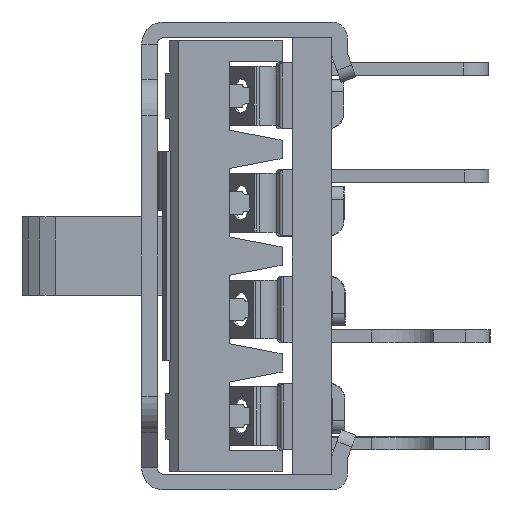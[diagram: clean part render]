
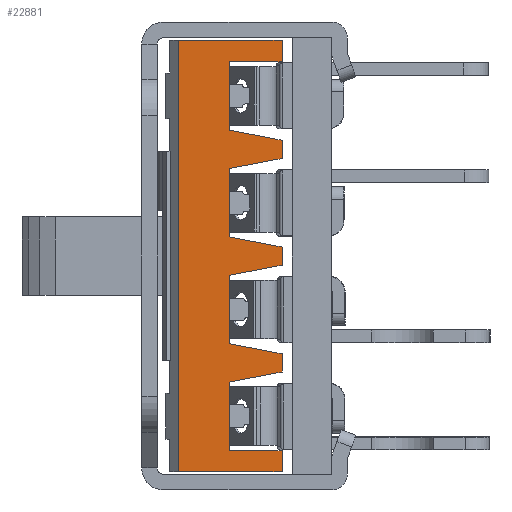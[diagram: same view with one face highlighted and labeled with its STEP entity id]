
A CAD part, left-side view. The second image highlights one B-rep face of the part: STEP entity #22881.
In plain terms, the highlighted planar face has unit normal (-1, 0, 0).
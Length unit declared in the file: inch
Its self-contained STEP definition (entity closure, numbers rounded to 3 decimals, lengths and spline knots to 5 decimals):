
#855=FACE_OUTER_BOUND('',#1962,.T.);
#1962=EDGE_LOOP('',(#15080,#15081,#15082,#15083,#15084,#15085,#15086,#15087,
#15088,#15089,#15090,#15091,#15092,#15093,#15094,#15095,#15096,#15097,#15098,
#15099));
#3680=LINE('',#32261,#6263);
#3688=LINE('',#32280,#6271);
#3712=LINE('',#32337,#6295);
#3720=LINE('',#32356,#6303);
#3836=LINE('',#32614,#6419);
#3839=LINE('',#32620,#6422);
#3842=LINE('',#32626,#6425);
#3845=LINE('',#32632,#6428);
#3848=LINE('',#32638,#6431);
#3851=LINE('',#32644,#6434);
#3854=LINE('',#32650,#6437);
#3857=LINE('',#32656,#6440);
#3868=LINE('',#32674,#6451);
#3869=LINE('',#32677,#6452);
#3872=LINE('',#32682,#6455);
#3873=LINE('',#32684,#6456);
#3930=LINE('',#32802,#6513);
#3938=LINE('',#32814,#6521);
#3953=LINE('',#32843,#6536);
#3954=LINE('',#32845,#6537);
#6263=VECTOR('',#25983,0.3937);
#6271=VECTOR('',#25995,0.3937);
#6295=VECTOR('',#26031,0.3937);
#6303=VECTOR('',#26043,0.3937);
#6419=VECTOR('',#26289,0.3937);
#6422=VECTOR('',#26294,0.3937);
#6425=VECTOR('',#26299,0.3937);
#6428=VECTOR('',#26304,0.3937);
#6431=VECTOR('',#26309,0.3937);
#6434=VECTOR('',#26314,0.3937);
#6437=VECTOR('',#26319,0.3937);
#6440=VECTOR('',#26324,0.3937);
#6451=VECTOR('',#26339,0.3937);
#6452=VECTOR('',#26342,0.3937);
#6455=VECTOR('',#26347,0.3937);
#6456=VECTOR('',#26350,0.3937);
#6513=VECTOR('',#26443,0.3937);
#6521=VECTOR('',#26455,0.3937);
#6536=VECTOR('',#26488,0.3937);
#6537=VECTOR('',#26491,0.3937);
#8848=VERTEX_POINT('',#32258);
#8849=VERTEX_POINT('',#32260);
#8857=VERTEX_POINT('',#32277);
#8858=VERTEX_POINT('',#32279);
#8884=VERTEX_POINT('',#32334);
#8885=VERTEX_POINT('',#32336);
#8893=VERTEX_POINT('',#32353);
#8894=VERTEX_POINT('',#32355);
#8971=VERTEX_POINT('',#32613);
#8973=VERTEX_POINT('',#32619);
#8975=VERTEX_POINT('',#32625);
#8977=VERTEX_POINT('',#32631);
#8979=VERTEX_POINT('',#32637);
#8981=VERTEX_POINT('',#32643);
#8983=VERTEX_POINT('',#32649);
#8985=VERTEX_POINT('',#32655);
#8991=VERTEX_POINT('',#32676);
#8992=VERTEX_POINT('',#32680);
#9035=VERTEX_POINT('',#32801);
#9037=VERTEX_POINT('',#32813);
#11093=EDGE_CURVE('',#8849,#8848,#3680,.T.);
#11102=EDGE_CURVE('',#8858,#8857,#3688,.T.);
#11129=EDGE_CURVE('',#8885,#8884,#3712,.T.);
#11138=EDGE_CURVE('',#8894,#8893,#3720,.T.);
#11264=EDGE_CURVE('',#8971,#8894,#3836,.T.);
#11267=EDGE_CURVE('',#8893,#8973,#3839,.T.);
#11270=EDGE_CURVE('',#8975,#8849,#3842,.T.);
#11273=EDGE_CURVE('',#8848,#8977,#3845,.T.);
#11276=EDGE_CURVE('',#8884,#8979,#3848,.T.);
#11279=EDGE_CURVE('',#8981,#8885,#3851,.T.);
#11282=EDGE_CURVE('',#8857,#8983,#3854,.T.);
#11285=EDGE_CURVE('',#8985,#8858,#3857,.T.);
#11296=EDGE_CURVE('',#8971,#8983,#3868,.T.);
#11297=EDGE_CURVE('',#8985,#8991,#3869,.T.);
#11300=EDGE_CURVE('',#8992,#8979,#3872,.T.);
#11301=EDGE_CURVE('',#8981,#8977,#3873,.T.);
#11358=EDGE_CURVE('',#9035,#8991,#3930,.T.);
#11366=EDGE_CURVE('',#9035,#9037,#3938,.T.);
#11381=EDGE_CURVE('',#8975,#8973,#3953,.T.);
#11382=EDGE_CURVE('',#8992,#9037,#3954,.T.);
#15080=ORIENTED_EDGE('',*,*,#11267,.T.);
#15081=ORIENTED_EDGE('',*,*,#11381,.F.);
#15082=ORIENTED_EDGE('',*,*,#11270,.T.);
#15083=ORIENTED_EDGE('',*,*,#11093,.T.);
#15084=ORIENTED_EDGE('',*,*,#11273,.T.);
#15085=ORIENTED_EDGE('',*,*,#11301,.F.);
#15086=ORIENTED_EDGE('',*,*,#11279,.T.);
#15087=ORIENTED_EDGE('',*,*,#11129,.T.);
#15088=ORIENTED_EDGE('',*,*,#11276,.T.);
#15089=ORIENTED_EDGE('',*,*,#11300,.F.);
#15090=ORIENTED_EDGE('',*,*,#11382,.T.);
#15091=ORIENTED_EDGE('',*,*,#11366,.F.);
#15092=ORIENTED_EDGE('',*,*,#11358,.T.);
#15093=ORIENTED_EDGE('',*,*,#11297,.F.);
#15094=ORIENTED_EDGE('',*,*,#11285,.T.);
#15095=ORIENTED_EDGE('',*,*,#11102,.T.);
#15096=ORIENTED_EDGE('',*,*,#11282,.T.);
#15097=ORIENTED_EDGE('',*,*,#11296,.F.);
#15098=ORIENTED_EDGE('',*,*,#11264,.T.);
#15099=ORIENTED_EDGE('',*,*,#11138,.T.);
#21050=PLANE('',#24051);
#22881=ADVANCED_FACE('',(#855),#21050,.T.);
#24051=AXIS2_PLACEMENT_3D('',#32844,#26489,#26490);
#25983=DIRECTION('',(0.,0.,1.));
#25995=DIRECTION('',(0.,0.,1.));
#26031=DIRECTION('',(0.,0.,1.));
#26043=DIRECTION('',(0.,0.,1.));
#26289=DIRECTION('',(0.,0.982,0.187));
#26294=DIRECTION('',(0.,-0.982,0.187));
#26299=DIRECTION('',(0.,0.982,0.187));
#26304=DIRECTION('',(0.,-0.982,0.187));
#26309=DIRECTION('',(0.,-1.,0.));
#26314=DIRECTION('',(0.,0.982,0.187));
#26319=DIRECTION('',(0.,-0.982,0.187));
#26324=DIRECTION('',(0.,1.,0.));
#26339=DIRECTION('',(0.,0.,-1.));
#26342=DIRECTION('',(0.,0.,-1.));
#26347=DIRECTION('',(0.,0.,-1.));
#26350=DIRECTION('',(0.,0.,-1.));
#26443=DIRECTION('',(0.,-1.,0.));
#26455=DIRECTION('',(0.,0.,1.));
#26488=DIRECTION('',(0.,0.,-1.));
#26489=DIRECTION('center_axis',(-1.,0.,0.));
#26490=DIRECTION('ref_axis',(0.,0.,
1.));
#26491=DIRECTION('',(0.,1.,0.));
#32258=CARTESIAN_POINT('',(0.01099,0.04412,-0.60568));
#32260=CARTESIAN_POINT('',(0.01099,0.04412,-0.71468));
#32261=CARTESIAN_POINT('',(0.01099,0.04412,-0.72993));
#32277=CARTESIAN_POINT('',(0.01099,0.04412,-0.94568));
#32279=CARTESIAN_POINT('',(0.01099,0.04412,-1.05468));
#32280=CARTESIAN_POINT('',(0.01099,0.04412,-0.89993));
#32334=CARTESIAN_POINT('',(0.01099,0.04412,-0.43568));
#32336=CARTESIAN_POINT('',(0.01099,0.04412,-0.54468));
#32337=CARTESIAN_POINT('',(0.01099,0.04412,-0.64493));
#32353=CARTESIAN_POINT('',(0.01099,0.04412,-0.77568));
#32355=CARTESIAN_POINT('',(0.01099,0.04412,-0.88468));
#32356=CARTESIAN_POINT('',(0.01099,0.04412,-0.81493));
#32613=CARTESIAN_POINT('',(0.01099,-0.03988,-0.90068));
#32614=CARTESIAN_POINT('',(0.01099,-0.02559,-0.89795));
#32619=CARTESIAN_POINT('',(0.01099,-0.03988,-0.75968));
#32620=CARTESIAN_POINT('',(0.01099,0.00079,-0.76742));
#32625=CARTESIAN_POINT('',(0.01099,-0.03988,-0.73068));
#32626=CARTESIAN_POINT('',(0.01099,-0.04121,-0.73093));
#32631=CARTESIAN_POINT('',(0.01099,-0.03988,-0.58968));
#32632=CARTESIAN_POINT('',(0.01099,0.01641,-0.6004));
#32637=CARTESIAN_POINT('',(0.01099,-0.03988,-0.43568));
#32638=CARTESIAN_POINT('',(0.01099,0.00212,-0.43568));
#32643=CARTESIAN_POINT('',(0.01099,-0.03988,-0.56068));
#32644=CARTESIAN_POINT('',(0.01099,-0.05684,-0.56391));
#32649=CARTESIAN_POINT('',(0.01099,-0.03988,-0.92968));
#32650=CARTESIAN_POINT('',(0.01099,-0.01484,-0.93445));
#32655=CARTESIAN_POINT('',(0.01099,-0.03988,-1.05468));
#32656=CARTESIAN_POINT('',(0.01099,-0.03988,-1.05468));
#32674=CARTESIAN_POINT('',(0.01099,-0.03988,-0.74518));
#32676=CARTESIAN_POINT('',(0.01099,-0.03988,-1.08868));
#32677=CARTESIAN_POINT('',(0.01099,-0.03988,-0.74518));
#32680=CARTESIAN_POINT('',(0.01099,-0.03988,-0.40168));
#32682=CARTESIAN_POINT('',(0.01099,-0.03988,-0.74518));
#32684=CARTESIAN_POINT('',(0.01099,-0.03988,-0.74518));
#32801=CARTESIAN_POINT('',(0.01099,0.12512,-1.08868));
#32802=CARTESIAN_POINT('',(0.01099,-0.03988,-1.08868));
#32813=CARTESIAN_POINT('',(0.01099,0.12512,-0.40168));
#32814=CARTESIAN_POINT('',(0.01099,0.12512,-0.74518));
#32843=CARTESIAN_POINT('',(0.01099,-0.03988,-0.74518));
#32844=CARTESIAN_POINT('Origin',(0.01099,-0.03988,
-0.74518));
#32845=CARTESIAN_POINT('',(0.01099,-0.03988,-0.40168));
